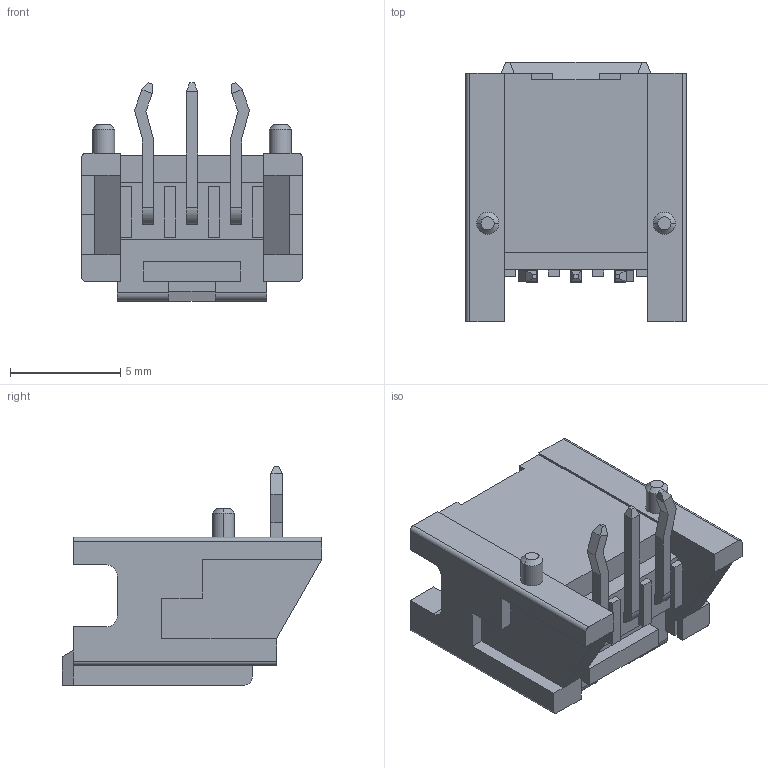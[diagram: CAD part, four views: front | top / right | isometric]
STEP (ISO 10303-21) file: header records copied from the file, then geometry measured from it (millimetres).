
FILE_DESCRIPTION((''),'2;1');
FILE_NAME('559350310','2016-09-16T',('gsharma'),(''),'PRO/ENGINEER BY PARAMETRIC TECHNOLOGY CORPORATION, 2012310','PRO/ENGINEER BY PARAMETRIC TECHNOLOGY CORPORATION, 2012310','');
FILE_SCHEMA(('CONFIG_CONTROL_DESIGN'));
Length unit declared in the file: millimetre
Products named in the file (1): 559350310
Bounding box: 10 x 11.75 x 9.9 mm (x, y, z)
Volume: 274.3 mm3; surface area: 727.1 mm2
Topology: 1 solids, 1 shells, 220 faces, 607 edges, 406 vertices
Faces by surface type: plane 192, cylinder 24, cone 4
Entity records: 6879 total; most frequent: CARTESIAN_POINT 1206, ORIENTED_EDGE 1176, DIRECTION 1111, EDGE_CURVE 588, VECTOR 545, LINE 545, VERTEX_POINT 378, AXIS2_PLACEMENT_3D 283
